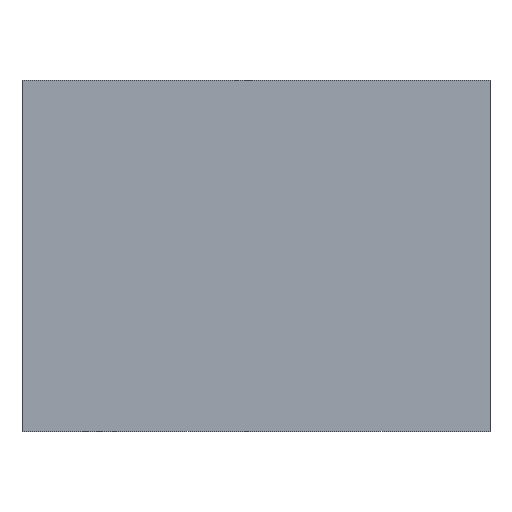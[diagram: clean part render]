
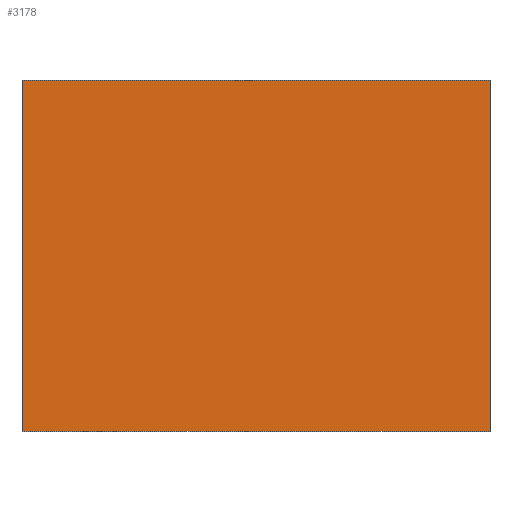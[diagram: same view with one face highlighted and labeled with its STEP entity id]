
A CAD part, front view. The second image highlights one B-rep face of the part: STEP entity #3178.
In plain terms, the highlighted planar face has unit normal (0, -1, 0).
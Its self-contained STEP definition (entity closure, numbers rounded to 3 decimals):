
#100 = PLANE('',#101);
#101 = AXIS2_PLACEMENT_3D('',#102,#103,#104);
#102 = CARTESIAN_POINT('',(0.,0.,12.));
#103 = DIRECTION('',(0.,0.,1.));
#104 = DIRECTION('',(1.,0.,0.));
#954 = VERTEX_POINT('',#955);
#955 = CARTESIAN_POINT('',(-22.,-61.3,12.));
#969 = PLANE('',#970);
#970 = AXIS2_PLACEMENT_3D('',#971,#972,#973);
#971 = CARTESIAN_POINT('',(-22.,-59.3,-19.));
#972 = DIRECTION('',(-1.,0.,0.));
#973 = DIRECTION('',(0.,1.,0.));
#981 = EDGE_CURVE('',#954,#982,#984,.T.);
#982 = VERTEX_POINT('',#983);
#983 = CARTESIAN_POINT('',(22.,-61.3,12.));
#984 = SURFACE_CURVE('',#985,(#989,#996),.PCURVE_S1.);
#985 = LINE('',#986,#987);
#986 = CARTESIAN_POINT('',(10.,-61.3,12.));
#987 = VECTOR('',#988,1.);
#988 = DIRECTION('',(1.,0.,0.));
#989 = PCURVE('',#100,#990);
#990 = DEFINITIONAL_REPRESENTATION('',(#991),#995);
#991 = LINE('',#992,#993);
#992 = CARTESIAN_POINT('',(10.,-61.3));
#993 = VECTOR('',#994,1.);
#994 = DIRECTION('',(1.,0.));
#995 = ( GEOMETRIC_REPRESENTATION_CONTEXT(2) 
PARAMETRIC_REPRESENTATION_CONTEXT() REPRESENTATION_CONTEXT('2D SPACE',''
  ) );
#996 = PCURVE('',#997,#1002);
#997 = PLANE('',#998);
#998 = AXIS2_PLACEMENT_3D('',#999,#1000,#1001);
#999 = CARTESIAN_POINT('',(20.,-61.3,-19.));
#1000 = DIRECTION('',(0.,-1.,0.));
#1001 = DIRECTION('',(-1.,0.,0.));
#1002 = DEFINITIONAL_REPRESENTATION('',(#1003),#1007);
#1003 = LINE('',#1004,#1005);
#1004 = CARTESIAN_POINT('',(10.,-31.));
#1005 = VECTOR('',#1006,1.);
#1006 = DIRECTION('',(-1.,-0.));
#1007 = ( GEOMETRIC_REPRESENTATION_CONTEXT(2) 
PARAMETRIC_REPRESENTATION_CONTEXT() REPRESENTATION_CONTEXT('2D SPACE',''
  ) );
#1023 = PLANE('',#1024);
#1024 = AXIS2_PLACEMENT_3D('',#1025,#1026,#1027);
#1025 = CARTESIAN_POINT('',(22.,59.3,-19.));
#1026 = DIRECTION('',(1.,0.,0.));
#1027 = DIRECTION('',(0.,-1.,0.));
#3105 = PLANE('',#3106);
#3106 = AXIS2_PLACEMENT_3D('',#3107,#3108,#3109);
#3107 = CARTESIAN_POINT('',(0.,0.,-21.));
#3108 = DIRECTION('',(0.,0.,1.));
#3109 = DIRECTION('',(1.,0.,0.));
#3124 = VERTEX_POINT('',#3125);
#3125 = CARTESIAN_POINT('',(-22.,-61.3,-21.));
#3146 = EDGE_CURVE('',#954,#3124,#3147,.T.);
#3147 = SURFACE_CURVE('',#3148,(#3152,#3159),.PCURVE_S1.);
#3148 = LINE('',#3149,#3150);
#3149 = CARTESIAN_POINT('',(-22.,-61.3,-19.));
#3150 = VECTOR('',#3151,1.);
#3151 = DIRECTION('',(-0.,-0.,-1.));
#3152 = PCURVE('',#969,#3153);
#3153 = DEFINITIONAL_REPRESENTATION('',(#3154),#3158);
#3154 = LINE('',#3155,#3156);
#3155 = CARTESIAN_POINT('',(-2.,0.));
#3156 = VECTOR('',#3157,1.);
#3157 = DIRECTION('',(0.,1.));
#3158 = ( GEOMETRIC_REPRESENTATION_CONTEXT(2) 
PARAMETRIC_REPRESENTATION_CONTEXT() REPRESENTATION_CONTEXT('2D SPACE',''
  ) );
#3159 = PCURVE('',#997,#3160);
#3160 = DEFINITIONAL_REPRESENTATION('',(#3161),#3165);
#3161 = LINE('',#3162,#3163);
#3162 = CARTESIAN_POINT('',(42.,0.));
#3163 = VECTOR('',#3164,1.);
#3164 = DIRECTION('',(0.,1.));
#3165 = ( GEOMETRIC_REPRESENTATION_CONTEXT(2) 
PARAMETRIC_REPRESENTATION_CONTEXT() REPRESENTATION_CONTEXT('2D SPACE',''
  ) );
#3178 = ADVANCED_FACE('',(#3179),#997,.T.);
#3179 = FACE_BOUND('',#3180,.T.);
#3180 = EDGE_LOOP('',(#3181,#3182,#3205,#3226));
#3181 = ORIENTED_EDGE('',*,*,#3146,.T.);
#3182 = ORIENTED_EDGE('',*,*,#3183,.F.);
#3183 = EDGE_CURVE('',#3184,#3124,#3186,.T.);
#3184 = VERTEX_POINT('',#3185);
#3185 = CARTESIAN_POINT('',(22.,-61.3,-21.));
#3186 = SURFACE_CURVE('',#3187,(#3191,#3198),.PCURVE_S1.);
#3187 = LINE('',#3188,#3189);
#3188 = CARTESIAN_POINT('',(10.,-61.3,-21.));
#3189 = VECTOR('',#3190,1.);
#3190 = DIRECTION('',(-1.,0.,0.));
#3191 = PCURVE('',#997,#3192);
#3192 = DEFINITIONAL_REPRESENTATION('',(#3193),#3197);
#3193 = LINE('',#3194,#3195);
#3194 = CARTESIAN_POINT('',(10.,2.));
#3195 = VECTOR('',#3196,1.);
#3196 = DIRECTION('',(1.,0.));
#3197 = ( GEOMETRIC_REPRESENTATION_CONTEXT(2) 
PARAMETRIC_REPRESENTATION_CONTEXT() REPRESENTATION_CONTEXT('2D SPACE',''
  ) );
#3198 = PCURVE('',#3105,#3199);
#3199 = DEFINITIONAL_REPRESENTATION('',(#3200),#3204);
#3200 = LINE('',#3201,#3202);
#3201 = CARTESIAN_POINT('',(10.,-61.3));
#3202 = VECTOR('',#3203,1.);
#3203 = DIRECTION('',(-1.,0.));
#3204 = ( GEOMETRIC_REPRESENTATION_CONTEXT(2) 
PARAMETRIC_REPRESENTATION_CONTEXT() REPRESENTATION_CONTEXT('2D SPACE',''
  ) );
#3205 = ORIENTED_EDGE('',*,*,#3206,.F.);
#3206 = EDGE_CURVE('',#982,#3184,#3207,.T.);
#3207 = SURFACE_CURVE('',#3208,(#3212,#3219),.PCURVE_S1.);
#3208 = LINE('',#3209,#3210);
#3209 = CARTESIAN_POINT('',(22.,-61.3,-19.));
#3210 = VECTOR('',#3211,1.);
#3211 = DIRECTION('',(0.,0.,-1.));
#3212 = PCURVE('',#997,#3213);
#3213 = DEFINITIONAL_REPRESENTATION('',(#3214),#3218);
#3214 = LINE('',#3215,#3216);
#3215 = CARTESIAN_POINT('',(-2.,-0.));
#3216 = VECTOR('',#3217,1.);
#3217 = DIRECTION('',(0.,1.));
#3218 = ( GEOMETRIC_REPRESENTATION_CONTEXT(2) 
PARAMETRIC_REPRESENTATION_CONTEXT() REPRESENTATION_CONTEXT('2D SPACE',''
  ) );
#3219 = PCURVE('',#1023,#3220);
#3220 = DEFINITIONAL_REPRESENTATION('',(#3221),#3225);
#3221 = LINE('',#3222,#3223);
#3222 = CARTESIAN_POINT('',(120.6,0.));
#3223 = VECTOR('',#3224,1.);
#3224 = DIRECTION('',(0.,1.));
#3225 = ( GEOMETRIC_REPRESENTATION_CONTEXT(2) 
PARAMETRIC_REPRESENTATION_CONTEXT() REPRESENTATION_CONTEXT('2D SPACE',''
  ) );
#3226 = ORIENTED_EDGE('',*,*,#981,.F.);
